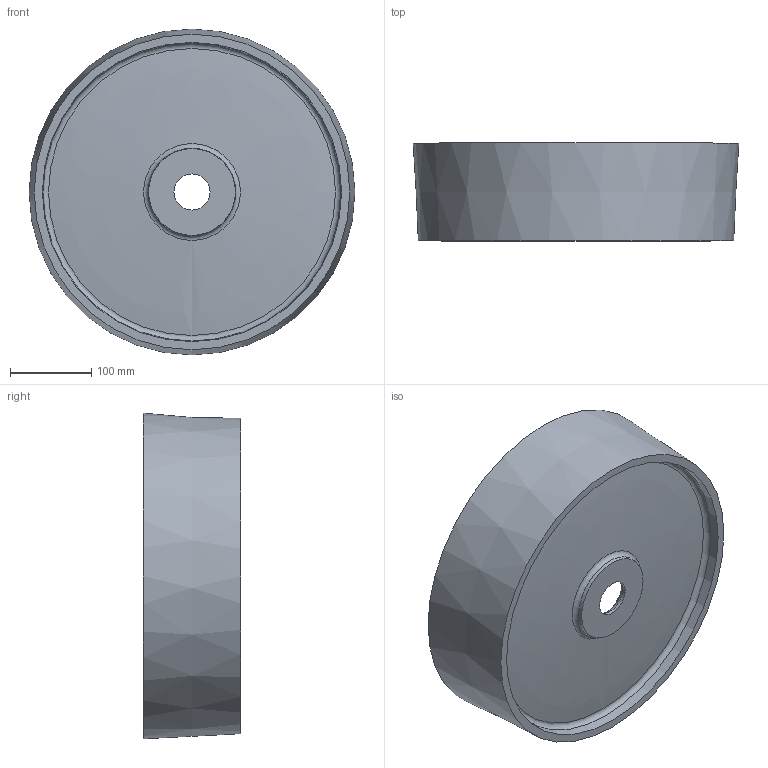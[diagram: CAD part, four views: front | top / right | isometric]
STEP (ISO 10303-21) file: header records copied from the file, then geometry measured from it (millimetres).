
FILE_DESCRIPTION (( 'STEP AP214' ), '1' );
FILE_NAME ('Bergamo.STEP', '2022-12-26T12:45:21', ( 'User Windows' ), ( '' ), 'SwSTEP 2.0', 'SolidWorks 2020', '' );
FILE_SCHEMA (( 'AUTOMOTIVE_DESIGN' ));
Length unit declared in the file: millimetre
Products named in the file (1): Bergamo
Bounding box: 400 x 120 x 400 mm (x, y, z)
Volume: 2780137.9 mm3; surface area: 505137.9 mm2
Topology: 1 solids, 1 shells, 17 faces, 38 edges, 24 vertices
Faces by surface type: cone 6, torus 6, plane 3, bspline 2
Entity records: 456 total; most frequent: CARTESIAN_POINT 134, DIRECTION 66, ORIENTED_EDGE 34, EDGE_LOOP 34, AXIS2_PLACEMENT_3D 33, FACE_OUTER_BOUND 25, ADVANCED_FACE 17, EDGE_CURVE 17
